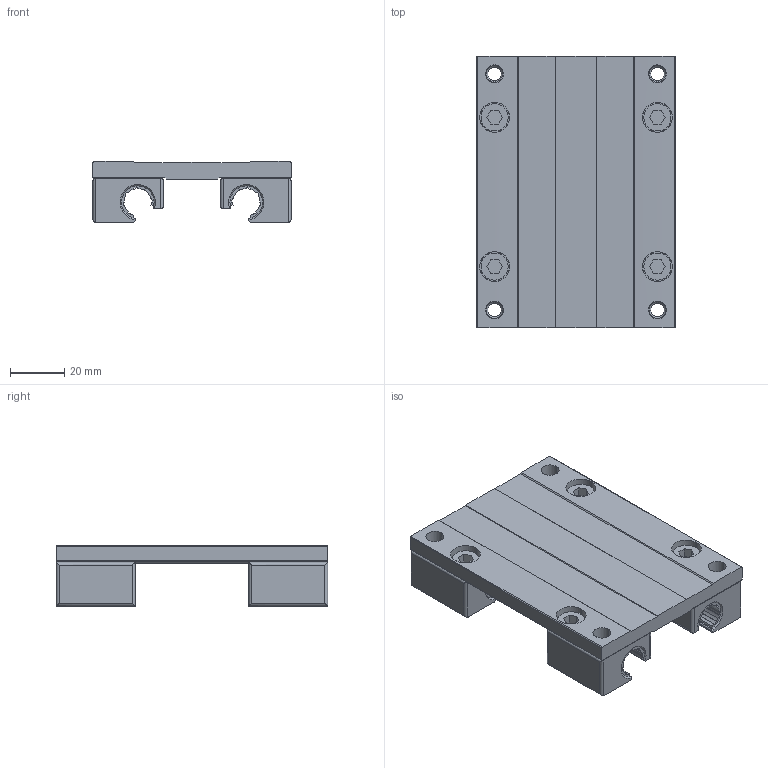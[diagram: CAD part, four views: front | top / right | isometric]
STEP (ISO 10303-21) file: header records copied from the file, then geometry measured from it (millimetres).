
FILE_DESCRIPTION(('STEP AP214'),'1');
FILE_NAME('cctmp_E69CCA0F-58EE-4DFB-8188-27B820C9E721_2022_03_14_19_15_53_0657_50012..stp','2022-03-14T18:15:54',('igus GmbH'),('CADClick - www.CADClick.com'),'Spatial InterOp 3D',' ','unknown authorization');
FILE_SCHEMA(('AUTOMOTIVE_DESIGN'));
Length unit declared in the file: millimetre
Products named in the file (1): WW-10-40-10
Bounding box: 73 x 100 x 22.5 mm (x, y, z)
Volume: 72338.7 mm3; surface area: 32643.4 mm2
Topology: 1 solids, 1 shells, 1042 faces, 2860 edges, 1888 vertices
Faces by surface type: plane 564, cylinder 438, cone 40
Entity records: 42632 total; most frequent: CARTESIAN_POINT 6983, DIRECTION 5742, ORIENTED_EDGE 5720, EDGE_CURVE 2860, LINE 1920, VECTOR 1920, AXIS2_PLACEMENT_3D 1911, VERTEX_POINT 1888
